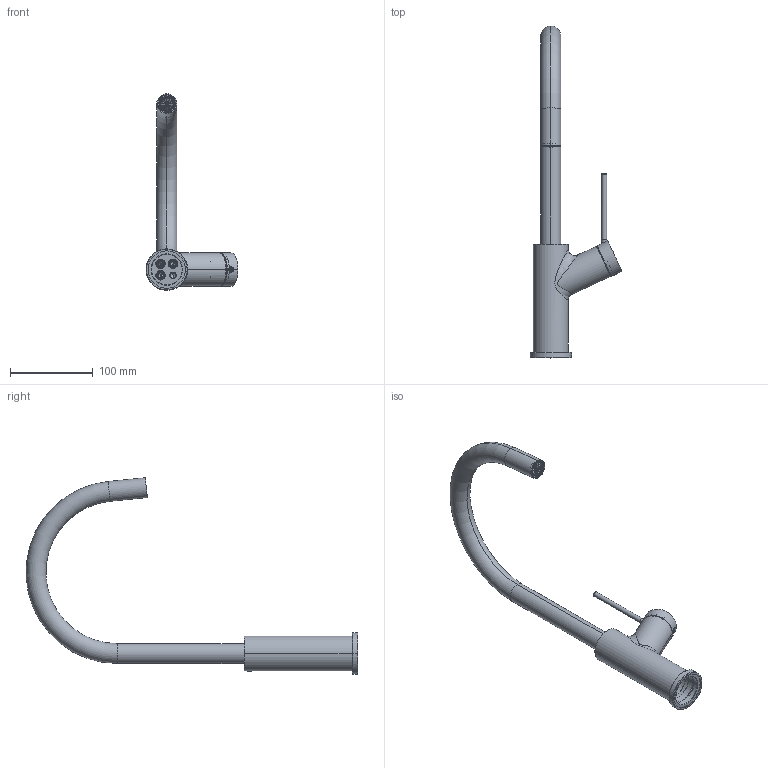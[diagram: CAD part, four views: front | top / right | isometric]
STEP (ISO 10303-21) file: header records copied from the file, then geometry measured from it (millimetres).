
FILE_DESCRIPTION((''),'2;1');
FILE_NAME('400403NDR1_ASM_ASM','2024-11-27T09:41:51',('sruga'),('Armando Vicario'),'CREO PARAMETRIC BY PTC INC, 2021404','CREO PARAMETRIC BY PTC INC, 2021404','');
FILE_SCHEMA(('CONFIG_CONTROL_DESIGN'));
Length unit declared in the file: millimetre
Products named in the file (24): 01000220_1; 05000004_AF0_1_1; 16003251_ASM_1_ASM; 02000256_1; 11000167_A_1_1; 11000167_A_1_2; 11000167_A_1_ASM; 11033906_D_1_1; 11000167_ASM_1_ASM; 16003260_ASM_1_ASM; 16003253_ASM_1_ASM; 12000364_1; 16001284_ASM_1_ASM; 12053901_1; 16000181_ASM_1_ASM; 03000123_1; 12056801_1; 06022007_1_1; 16000657_ASM_1_1_ASM; 05000004_1; 16000141_ASM_1_ASM; 16001279_ASM_1_ASM; 400403NDR1_ASM_1_ASM; 400403NDR1_ASM_ASM
Assembly tree (23 placements, depth 7):
  400403NDR1_ASM_ASM
    400403NDR1_ASM_1_ASM
      16003251_ASM_1_ASM
        01000220_1
        05000004_AF0_1_1
      16003253_ASM_1_ASM
        02000256_1
        16003260_ASM_1_ASM
          11000167_ASM_1_ASM
            11000167_A_1_ASM
              11000167_A_1_1
              11000167_A_1_2
            11033906_D_1_1
      16001284_ASM_1_ASM
        12000364_1
      16000181_ASM_1_ASM
        12053901_1
      16001279_ASM_1_ASM
        03000123_1
        12056801_1
        16000657_ASM_1_1_ASM
          06022007_1_1
        16000141_ASM_1_ASM
          05000004_1
Bounding box: 110.78 x 399.96 x 236.94 mm (x, y, z)
Volume: 210276.8 mm3; surface area: 137898.6 mm2
Topology: 12 solids, 25 shells, 707 faces, 1844 edges, 1126 vertices
Faces by surface type: cylinder 292, plane 176, cone 93, torus 68, bspline 42, sphere 36
Entity records: 25886 total; most frequent: CARTESIAN_POINT 8049, DIRECTION 3947, ORIENTED_EDGE 3512, EDGE_CURVE 1786, AXIS2_PLACEMENT_3D 1642, VERTEX_POINT 1124, CIRCLE 897, EDGE_LOOP 780
